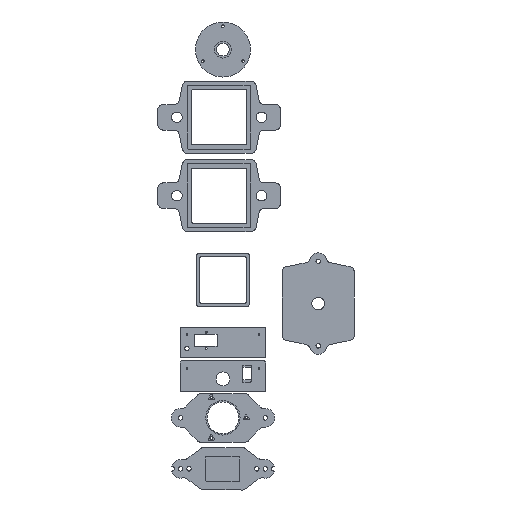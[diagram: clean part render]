
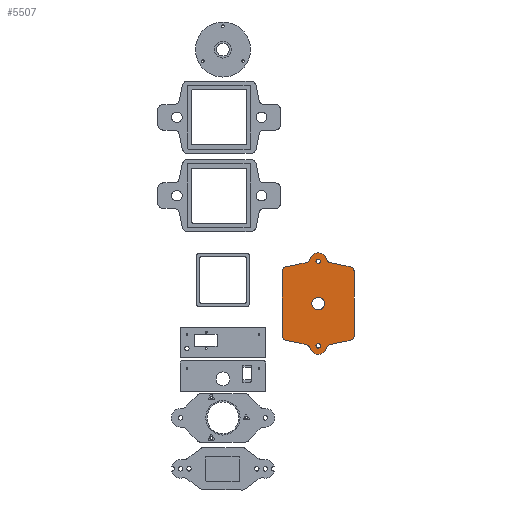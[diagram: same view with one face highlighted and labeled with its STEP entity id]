
A CAD part, left-side view. The second image highlights one B-rep face of the part: STEP entity #5507.
In plain terms, the highlighted face is planar.
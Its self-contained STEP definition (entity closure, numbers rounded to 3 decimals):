
#149=FACE_BOUND('',#946,.T.);
#150=FACE_BOUND('',#947,.T.);
#151=FACE_BOUND('',#948,.T.);
#304=PLANE('',#6203);
#586=FACE_OUTER_BOUND('',#945,.T.);
#945=EDGE_LOOP('',(#4970,#4971,#4972,#4973,#4974,#4975,#4976,#4977,#4978,
#4979,#4980,#4981,#4982,#4983,#4984,#4985));
#946=EDGE_LOOP('',(#4986));
#947=EDGE_LOOP('',(#4987));
#948=EDGE_LOOP('',(#4988));
#1383=LINE('',#9397,#1851);
#1386=LINE('',#9405,#1854);
#1390=LINE('',#9415,#1858);
#1394=LINE('',#9427,#1862);
#1403=LINE('',#9461,#1871);
#1404=LINE('',#9463,#1872);
#1851=VECTOR('',#7760,10.);
#1854=VECTOR('',#7769,10.);
#1858=VECTOR('',#7779,10.);
#1862=VECTOR('',#7793,10.);
#1871=VECTOR('',#7836,10.);
#1872=VECTOR('',#7839,10.);
#2190=CIRCLE('',#6172,12.);
#2191=CIRCLE('',#6175,12.);
#2192=CIRCLE('',#6178,12.);
#2193=CIRCLE('',#6181,12.);
#2194=CIRCLE('',#6183,12.);
#2195=CIRCLE('',#6186,12.);
#2196=CIRCLE('',#6188,20.);
#2197=CIRCLE('',#6190,12.);
#2198=CIRCLE('',#6192,12.);
#2199=CIRCLE('',#6194,20.);
#2200=CIRCLE('',#6196,5.25);
#2201=CIRCLE('',#6198,15.);
#2202=CIRCLE('',#6200,5.25);
#2688=VERTEX_POINT('',#9389);
#2689=VERTEX_POINT('',#9391);
#2690=VERTEX_POINT('',#9395);
#2691=VERTEX_POINT('',#9399);
#2692=VERTEX_POINT('',#9403);
#2693=VERTEX_POINT('',#9407);
#2694=VERTEX_POINT('',#9409);
#2695=VERTEX_POINT('',#9413);
#2696=VERTEX_POINT('',#9417);
#2697=VERTEX_POINT('',#9421);
#2698=VERTEX_POINT('',#9422);
#2699=VERTEX_POINT('',#9429);
#2700=VERTEX_POINT('',#9430);
#2701=VERTEX_POINT('',#9437);
#2702=VERTEX_POINT('',#9441);
#2703=VERTEX_POINT('',#9442);
#2704=VERTEX_POINT('',#9449);
#2705=VERTEX_POINT('',#9453);
#2706=VERTEX_POINT('',#9457);
#3436=EDGE_CURVE('',#2688,#2689,#2190,.T.);
#3439=EDGE_CURVE('',#2690,#2688,#1383,.T.);
#3441=EDGE_CURVE('',#2691,#2690,#2191,.T.);
#3443=EDGE_CURVE('',#2692,#2691,#1386,.T.);
#3445=EDGE_CURVE('',#2693,#2694,#2192,.T.);
#3448=EDGE_CURVE('',#2695,#2693,#1390,.T.);
#3450=EDGE_CURVE('',#2696,#2695,#2193,.T.);
#3451=EDGE_CURVE('',#2697,#2698,#2194,.T.);
#3454=EDGE_CURVE('',#2696,#2698,#1394,.T.);
#3455=EDGE_CURVE('',#2699,#2700,#2195,.T.);
#3458=EDGE_CURVE('',#2700,#2697,#2196,.T.);
#3459=EDGE_CURVE('',#2701,#2692,#2197,.T.);
#3461=EDGE_CURVE('',#2702,#2703,#2198,.T.);
#3464=EDGE_CURVE('',#2703,#2701,#2199,.T.);
#3466=EDGE_CURVE('',#2704,#2704,#2200,.T.);
#3468=EDGE_CURVE('',#2705,#2705,#2201,.T.);
#3470=EDGE_CURVE('',#2706,#2706,#2202,.T.);
#3471=EDGE_CURVE('',#2702,#2694,#1403,.T.);
#3472=EDGE_CURVE('',#2689,#2699,#1404,.T.);
#4970=ORIENTED_EDGE('',*,*,#3436,.F.);
#4971=ORIENTED_EDGE('',*,*,#3439,.F.);
#4972=ORIENTED_EDGE('',*,*,#3441,.F.);
#4973=ORIENTED_EDGE('',*,*,#3443,.F.);
#4974=ORIENTED_EDGE('',*,*,#3459,.F.);
#4975=ORIENTED_EDGE('',*,*,#3464,.F.);
#4976=ORIENTED_EDGE('',*,*,#3461,.F.);
#4977=ORIENTED_EDGE('',*,*,#3471,.T.);
#4978=ORIENTED_EDGE('',*,*,#3445,.F.);
#4979=ORIENTED_EDGE('',*,*,#3448,.F.);
#4980=ORIENTED_EDGE('',*,*,#3450,.F.);
#4981=ORIENTED_EDGE('',*,*,#3454,.T.);
#4982=ORIENTED_EDGE('',*,*,#3451,.F.);
#4983=ORIENTED_EDGE('',*,*,#3458,.F.);
#4984=ORIENTED_EDGE('',*,*,#3455,.F.);
#4985=ORIENTED_EDGE('',*,*,#3472,.F.);
#4986=ORIENTED_EDGE('',*,*,#3470,.F.);
#4987=ORIENTED_EDGE('',*,*,#3468,.F.);
#4988=ORIENTED_EDGE('',*,*,#3466,.F.);
#5507=ADVANCED_FACE('',(#586,#149,#150,#151),#304,.F.);
#6172=AXIS2_PLACEMENT_3D('',#9392,#7754,#7755);
#6175=AXIS2_PLACEMENT_3D('',#9401,#7764,#7765);
#6178=AXIS2_PLACEMENT_3D('',#9410,#7773,#7774);
#6181=AXIS2_PLACEMENT_3D('',#9419,#7783,#7784);
#6183=AXIS2_PLACEMENT_3D('',#9423,#7787,#7788);
#6186=AXIS2_PLACEMENT_3D('',#9431,#7796,#7797);
#6188=AXIS2_PLACEMENT_3D('',#9435,#7802,#7803);
#6190=AXIS2_PLACEMENT_3D('',#9438,#7806,#7807);
#6192=AXIS2_PLACEMENT_3D('',#9443,#7811,#7812);
#6194=AXIS2_PLACEMENT_3D('',#9447,#7817,#7818);
#6196=AXIS2_PLACEMENT_3D('',#9451,#7822,#7823);
#6198=AXIS2_PLACEMENT_3D('',#9455,#7827,#7828);
#6200=AXIS2_PLACEMENT_3D('',#9459,#7832,#7833);
#6203=AXIS2_PLACEMENT_3D('',#9464,#7840,#7841);
#7754=DIRECTION('center_axis',(0.,0.,1.));
#7755=DIRECTION('ref_axis',(0.631,-0.775,0.));
#7760=DIRECTION('',(1.,0.,0.));
#7764=DIRECTION('center_axis',(0.,0.,1.));
#7765=DIRECTION('ref_axis',(-0.631,-0.775,0.));
#7769=DIRECTION('',(0.203,-0.979,0.));
#7773=DIRECTION('center_axis',(0.,0.,1.));
#7774=DIRECTION('ref_axis',(-0.631,0.775,0.));
#7779=DIRECTION('',(-1.,0.,0.));
#7783=DIRECTION('center_axis',(0.,0.,1.));
#7784=DIRECTION('ref_axis',(0.631,0.775,0.));
#7787=DIRECTION('center_axis',(0.,0.,-1.));
#7788=DIRECTION('ref_axis',(-0.729,-0.684,0.));
#7793=DIRECTION('',(0.203,-0.979,0.));
#7796=DIRECTION('center_axis',(0.,0.,-1.));
#7797=DIRECTION('ref_axis',(-0.729,0.684,0.));
#7802=DIRECTION('center_axis',(0.,0.,1.));
#7803=DIRECTION('ref_axis',(1.,0.,0.));
#7806=DIRECTION('center_axis',(0.,0.,-1.));
#7807=DIRECTION('ref_axis',(0.729,0.684,0.));
#7811=DIRECTION('center_axis',(0.,0.,-1.));
#7812=DIRECTION('ref_axis',(0.729,-0.684,0.));
#7817=DIRECTION('center_axis',(0.,0.,1.));
#7818=DIRECTION('ref_axis',(1.,0.,0.));
#7822=DIRECTION('center_axis',(0.,0.,-1.));
#7823=DIRECTION('ref_axis',(1.,0.,0.));
#7827=DIRECTION('center_axis',(0.,0.,-1.));
#7828=DIRECTION('ref_axis',(1.,0.,0.));
#7832=DIRECTION('center_axis',(0.,0.,-1.));
#7833=DIRECTION('ref_axis',(1.,0.,0.));
#7836=DIRECTION('',(0.203,0.979,0.));
#7839=DIRECTION('',(0.203,0.979,0.));
#7840=DIRECTION('center_axis',(0.,0.,1.));
#7841=DIRECTION('ref_axis',(1.,0.,0.));
#9389=CARTESIAN_POINT('',(75.229,-85.,0.));
#9391=CARTESIAN_POINT('',(86.98,-75.431,0.));
#9392=CARTESIAN_POINT('Origin',(75.229,-73.,0.));
#9395=CARTESIAN_POINT('',(-75.229,-85.,0.));
#9397=CARTESIAN_POINT('',(-85.,-85.,0.));
#9399=CARTESIAN_POINT('',(-86.98,-75.431,0.));
#9401=CARTESIAN_POINT('Origin',(-75.229,-73.,0.));
#9403=CARTESIAN_POINT('',(-96.704,-28.432,0.));
#9405=CARTESIAN_POINT('',(-100.,-12.5,0.));
#9407=CARTESIAN_POINT('',(-75.229,85.,0.));
#9409=CARTESIAN_POINT('',(-86.98,75.431,0.));
#9410=CARTESIAN_POINT('Origin',(-75.229,73.,0.));
#9413=CARTESIAN_POINT('',(75.229,85.,0.));
#9415=CARTESIAN_POINT('',(85.,85.,0.));
#9417=CARTESIAN_POINT('',(86.98,75.431,0.));
#9419=CARTESIAN_POINT('Origin',(75.229,73.,0.));
#9421=CARTESIAN_POINT('',(105.284,19.289,0.));
#9422=CARTESIAN_POINT('',(96.704,28.432,0.));
#9423=CARTESIAN_POINT('Origin',(108.455,30.863,0.));
#9427=CARTESIAN_POINT('',(85.,85.,0.));
#9429=CARTESIAN_POINT('',(96.704,-28.432,0.));
#9430=CARTESIAN_POINT('',(105.284,-19.289,0.));
#9431=CARTESIAN_POINT('Origin',(108.455,-30.863,0.));
#9435=CARTESIAN_POINT('Origin',(100.,0.,0.));
#9437=CARTESIAN_POINT('',(-105.284,-19.289,0.));
#9438=CARTESIAN_POINT('Origin',(-108.455,-30.863,0.));
#9441=CARTESIAN_POINT('',(-96.704,28.432,0.));
#9442=CARTESIAN_POINT('',(-105.284,19.289,0.));
#9443=CARTESIAN_POINT('Origin',(-108.455,30.863,0.));
#9447=CARTESIAN_POINT('Origin',(-100.,0.,0.));
#9449=CARTESIAN_POINT('',(-105.25,0.,0.));
#9451=CARTESIAN_POINT('Origin',(-100.,0.,0.));
#9453=CARTESIAN_POINT('',(-15.,0.,0.));
#9455=CARTESIAN_POINT('Origin',(0.,0.,0.));
#9457=CARTESIAN_POINT('',(94.75,0.,0.));
#9459=CARTESIAN_POINT('Origin',(100.,0.,0.));
#9461=CARTESIAN_POINT('',(-100.,12.5,0.));
#9463=CARTESIAN_POINT('',(85.,-85.,0.));
#9464=CARTESIAN_POINT('Origin',(0.,0.,0.));
